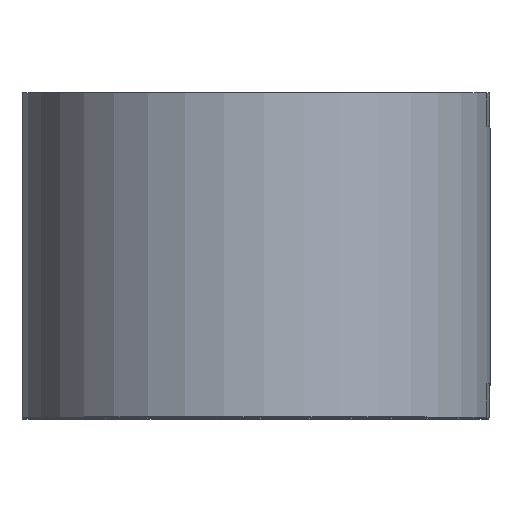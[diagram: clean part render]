
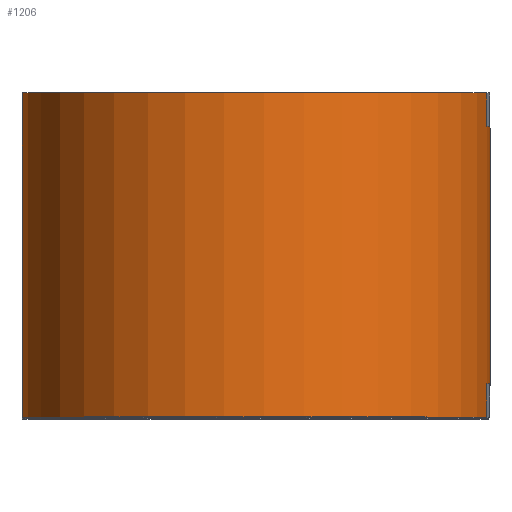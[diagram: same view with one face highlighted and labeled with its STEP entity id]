
A CAD part, top view. The second image highlights one B-rep face of the part: STEP entity #1206.
In plain terms, the highlighted cylindrical face has radius 35 mm (diameter 70 mm), a partial arc.
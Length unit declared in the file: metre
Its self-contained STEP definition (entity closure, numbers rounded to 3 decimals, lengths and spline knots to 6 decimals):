
#74=CIRCLE('',#1315,0.035);
#94=CIRCLE('',#1339,0.035);
#95=CIRCLE('',#1340,0.035);
#96=CIRCLE('',#1341,0.035);
#220=ORIENTED_EDGE('',*,*,#541,.T.);
#221=ORIENTED_EDGE('',*,*,#542,.T.);
#222=ORIENTED_EDGE('',*,*,#543,.F.);
#223=ORIENTED_EDGE('',*,*,#544,.T.);
#224=ORIENTED_EDGE('',*,*,#545,.F.);
#225=ORIENTED_EDGE('',*,*,#546,.F.);
#226=ORIENTED_EDGE('',*,*,#547,.T.);
#227=ORIENTED_EDGE('',*,*,#508,.F.);
#508=EDGE_CURVE('',#672,#673,#74,.T.);
#541=EDGE_CURVE('',#672,#704,#794,.T.);
#542=EDGE_CURVE('',#704,#705,#94,.T.);
#543=EDGE_CURVE('',#706,#705,#795,.T.);
#544=EDGE_CURVE('',#706,#707,#95,.T.);
#545=EDGE_CURVE('',#708,#707,#796,.T.);
#546=EDGE_CURVE('',#709,#708,#96,.T.);
#547=EDGE_CURVE('',#709,#673,#797,.T.);
#672=VERTEX_POINT('',#1917);
#673=VERTEX_POINT('',#1919);
#704=VERTEX_POINT('',#1985);
#705=VERTEX_POINT('',#1989);
#706=VERTEX_POINT('',#1991);
#707=VERTEX_POINT('',#1993);
#708=VERTEX_POINT('',#1995);
#709=VERTEX_POINT('',#1997);
#794=LINE('',#1986,#874);
#795=LINE('',#1990,#875);
#796=LINE('',#1994,#876);
#797=LINE('',#1998,#877);
#874=VECTOR('',#1570,1.);
#875=VECTOR('',#1575,1.);
#876=VECTOR('',#1578,1.);
#877=VECTOR('',#1581,1.);
#956=EDGE_LOOP('',(#220,#221,#222,#223,#224,#225,#226,#227));
#1072=FACE_BOUND('',#956,.T.);
#1164=CYLINDRICAL_SURFACE('',#1338,0.035);
#1206=ADVANCED_FACE('',(#1072),#1164,.T.);
#1315=AXIS2_PLACEMENT_3D('',#1918,#1511,#1512);
#1338=AXIS2_PLACEMENT_3D('',#1987,#1571,#1572);
#1339=AXIS2_PLACEMENT_3D('',#1988,#1573,#1574);
#1340=AXIS2_PLACEMENT_3D('',#1992,#1576,#1577);
#1341=AXIS2_PLACEMENT_3D('',#1996,#1579,#1580);
#1511=DIRECTION('',(0.,-1.,0.));
#1512=DIRECTION('',(0.,0.,-1.));
#1570=DIRECTION('',(0.,1.,0.));
#1571=DIRECTION('',(0.,1.,0.));
#1572=DIRECTION('',(0.,0.,1.));
#1573=DIRECTION('',(0.,-1.,0.));
#1574=DIRECTION('',(0.,0.,-1.));
#1575=DIRECTION('',(0.,-1.,0.));
#1576=DIRECTION('',(0.,-1.,0.));
#1577=DIRECTION('',(0.,0.,-1.));
#1578=DIRECTION('',(0.,1.,0.));
#1579=DIRECTION('',(0.,-1.,0.));
#1580=DIRECTION('',(0.,0.,-1.));
#1581=DIRECTION('',(0.,1.,0.));
#1917=CARTESIAN_POINT('',(-0.004606,-0.003,0.127875));
#1918=CARTESIAN_POINT('',(-0.039384,-0.003,0.131805));
#1919=CARTESIAN_POINT('',(-0.004843,-0.003,0.13745));
#1985=CARTESIAN_POINT('',(-0.004606,0.0355,0.127875));
#1986=CARTESIAN_POINT('',(-0.004606,-0.003,0.127875));
#1987=CARTESIAN_POINT('',(-0.039384,-0.003,0.131805));
#1988=CARTESIAN_POINT('',(-0.039384,0.0355,0.131805));
#1989=CARTESIAN_POINT('',(-0.004843,0.0355,0.13745));
#1990=CARTESIAN_POINT('',(-0.004843,0.0405,0.13745));
#1991=CARTESIAN_POINT('',(-0.004843,0.0405,0.13745));
#1992=CARTESIAN_POINT('',(-0.039384,0.0405,0.131805));
#1993=CARTESIAN_POINT('',(-0.074163,0.0405,0.127875));
#1994=CARTESIAN_POINT('',(-0.074163,-0.003,0.127875));
#1995=CARTESIAN_POINT('',(-0.074163,-0.008,0.127875));
#1996=CARTESIAN_POINT('',(-0.039384,-0.008,0.131805));
#1997=CARTESIAN_POINT('',(-0.004843,-0.008,0.13745));
#1998=CARTESIAN_POINT('',(-0.004843,-0.008,0.13745));
